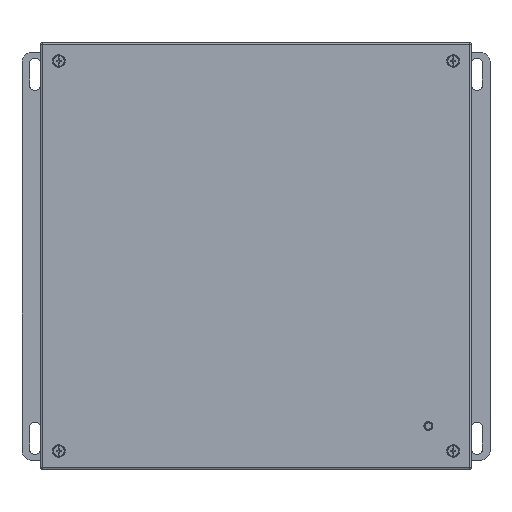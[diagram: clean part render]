
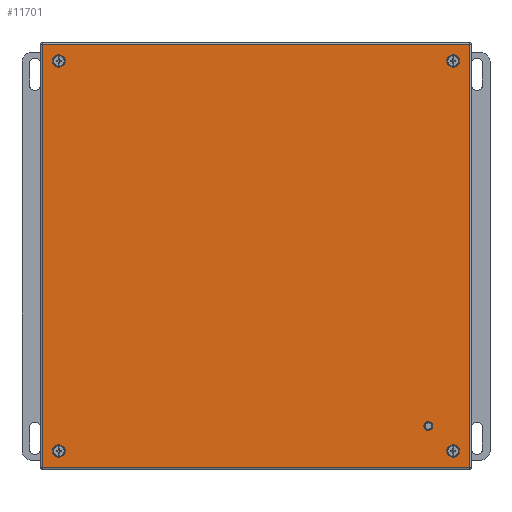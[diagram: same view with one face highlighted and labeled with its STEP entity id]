
A CAD part, top view. The second image highlights one B-rep face of the part: STEP entity #11701.
In plain terms, the highlighted planar face has unit normal (0, 0, 1).
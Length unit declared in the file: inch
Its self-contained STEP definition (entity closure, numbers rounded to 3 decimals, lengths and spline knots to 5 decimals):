
#44 = DIRECTION ( 'NONE',  ( -1., 0., 0. ) ) ;
#381 = ORIENTED_EDGE ( 'NONE', *, *, #9712, .T. ) ;
#843 = DIRECTION ( 'NONE',  ( 0., 0., -1. ) ) ;
#1318 = VECTOR ( 'NONE', #39338, 39.37008 ) ;
#1859 = EDGE_CURVE ( 'NONE', #15211, #15211, #29019, .T. ) ;
#2165 = AXIS2_PLACEMENT_3D ( 'NONE', #34833, #11734, #5931 ) ;
#2213 = VERTEX_POINT ( 'NONE', #2854 ) ;
#2567 = VERTEX_POINT ( 'NONE', #25685 ) ;
#2854 = CARTESIAN_POINT ( 'NONE',  ( 0.2421, 0.375, 6.135 ) ) ;
#2992 = EDGE_CURVE ( 'NONE', #27391, #36221, #8141, .T. ) ;
#3443 = ORIENTED_EDGE ( 'NONE', *, *, #2992, .T. ) ;
#4240 = DIRECTION ( 'NONE',  ( -1., 0., 0. ) ) ;
#4738 = EDGE_CURVE ( 'NONE', #26935, #27391, #31366, .T. ) ;
#4929 = CARTESIAN_POINT ( 'NONE',  ( -0.10615, 8.05254, 6.135 ) ) ;
#5135 = CARTESIAN_POINT ( 'NONE',  ( 10.9347, 1.09375, 6.135 ) ) ;
#5613 = VERTEX_POINT ( 'NONE', #15498 ) ;
#5931 = DIRECTION ( 'NONE',  ( -1., 0., 0. ) ) ;
#5943 = ORIENTED_EDGE ( 'NONE', *, *, #4738, .T. ) ;
#7050 = CARTESIAN_POINT ( 'NONE',  ( 0.2421, 11.6251, 6.135 ) ) ;
#7085 = CIRCLE ( 'NONE', #25566, 0.133 ) ;
#7183 = VERTEX_POINT ( 'NONE', #20937 ) ;
#7758 = LINE ( 'NONE', #36855, #36338 ) ;
#8141 = LINE ( 'NONE', #4929, #13272 ) ;
#9712 = EDGE_CURVE ( 'NONE', #2567, #2567, #22643, .T. ) ;
#9977 = DIRECTION ( 'NONE',  ( 0., 1., 0. ) ) ;
#10341 = ORIENTED_EDGE ( 'NONE', *, *, #17153, .T. ) ;
#10607 = EDGE_LOOP ( 'NONE', ( #381 ) ) ;
#10953 = DIRECTION ( 'NONE',  ( -1., 0., 0. ) ) ;
#11701 = ADVANCED_FACE ( 'NONE', ( #17795, #20788, #18005, #27431, #37488, #30430 ), #37277, .F. ) ;
#11734 = DIRECTION ( 'NONE',  ( 0., 0., -1. ) ) ;
#12169 = EDGE_LOOP ( 'NONE', ( #10341 ) ) ;
#12664 = ORIENTED_EDGE ( 'NONE', *, *, #1859, .T. ) ;
#13272 = VECTOR ( 'NONE', #31265, 39.37008 ) ;
#14029 = EDGE_LOOP ( 'NONE', ( #36294 ) ) ;
#14493 = AXIS2_PLACEMENT_3D ( 'NONE', #15681, #28524, #25720 ) ;
#14851 = ORIENTED_EDGE ( 'NONE', *, *, #15605, .T. ) ;
#14852 = DIRECTION ( 'NONE',  ( -1., 0., 0. ) ) ;
#15211 = VERTEX_POINT ( 'NONE', #5135 ) ;
#15308 = CIRCLE ( 'NONE', #33750, 0.133 ) ;
#15388 = EDGE_LOOP ( 'NONE', ( #14851 ) ) ;
#15498 = CARTESIAN_POINT ( 'NONE',  ( 11.617, 0.375, 6.135 ) ) ;
#15499 = EDGE_CURVE ( 'NONE', #7183, #26935, #7758, .T. ) ;
#15605 = EDGE_CURVE ( 'NONE', #16479, #16479, #17237, .T. ) ;
#15681 = CARTESIAN_POINT ( 'NONE',  ( 0.3751, 11.6251, 6.135 ) ) ;
#16326 = CARTESIAN_POINT ( 'NONE',  ( 12.28127, 12.10635, 6.135 ) ) ;
#16479 = VERTEX_POINT ( 'NONE', #7050 ) ;
#16880 = EDGE_CURVE ( 'NONE', #5613, #5613, #15308, .T. ) ;
#17153 = EDGE_CURVE ( 'NONE', #2213, #2213, #7085, .T. ) ;
#17237 = CIRCLE ( 'NONE', #14493, 0.133 ) ;
#17795 = FACE_BOUND ( 'NONE', #10607, .T. ) ;
#18005 = FACE_BOUND ( 'NONE', #14029, .T. ) ;
#19193 = DIRECTION ( 'NONE',  ( -1., 0., 0. ) ) ;
#19418 = DIRECTION ( 'NONE',  ( 0., 0., -1. ) ) ;
#20787 = CARTESIAN_POINT ( 'NONE',  ( -0.10615, 12.10635, 6.135 ) ) ;
#20788 = FACE_BOUND ( 'NONE', #40173, .T. ) ;
#20937 = CARTESIAN_POINT ( 'NONE',  ( 12.23125, -0.10625, 6.135 ) ) ;
#21449 = CARTESIAN_POINT ( 'NONE',  ( 11.03125, 1.09375, 6.135 ) ) ;
#22303 = CARTESIAN_POINT ( 'NONE',  ( -0.10615, -0.10625, 6.135 ) ) ;
#22643 = CIRCLE ( 'NONE', #2165, 0.133 ) ;
#23268 = EDGE_LOOP ( 'NONE', ( #3443, #41666, #23703, #5943 ) ) ;
#23703 = ORIENTED_EDGE ( 'NONE', *, *, #15499, .T. ) ;
#24411 = DIRECTION ( 'NONE',  ( 0., 0., -1. ) ) ;
#25566 = AXIS2_PLACEMENT_3D ( 'NONE', #38455, #19418, #19193 ) ;
#25685 = CARTESIAN_POINT ( 'NONE',  ( 11.617, 11.6251, 6.135 ) ) ;
#25720 = DIRECTION ( 'NONE',  ( -1., 0., 0. ) ) ;
#25723 = VECTOR ( 'NONE', #44, 39.37008 ) ;
#26080 = CARTESIAN_POINT ( 'NONE',  ( 12.28127, -0.10625, 6.135 ) ) ;
#26585 = EDGE_CURVE ( 'NONE', #36221, #7183, #29744, .T. ) ;
#26935 = VERTEX_POINT ( 'NONE', #37577 ) ;
#27391 = VERTEX_POINT ( 'NONE', #20787 ) ;
#27431 = FACE_BOUND ( 'NONE', #12169, .T. ) ;
#28524 = DIRECTION ( 'NONE',  ( 0., 0., -1. ) ) ;
#29019 = CIRCLE ( 'NONE', #30352, 0.09655 ) ;
#29744 = LINE ( 'NONE', #26080, #1318 ) ;
#30231 = CARTESIAN_POINT ( 'NONE',  ( 12.28127, 8.05254, 6.135 ) ) ;
#30352 = AXIS2_PLACEMENT_3D ( 'NONE', #21449, #34520, #14852 ) ;
#30430 = FACE_OUTER_BOUND ( 'NONE', #23268, .T. ) ;
#31265 = DIRECTION ( 'NONE',  ( 0., -1., 0. ) ) ;
#31366 = LINE ( 'NONE', #16326, #25723 ) ;
#33750 = AXIS2_PLACEMENT_3D ( 'NONE', #35502, #843, #4240 ) ;
#33831 = AXIS2_PLACEMENT_3D ( 'NONE', #30231, #24411, #10953 ) ;
#34520 = DIRECTION ( 'NONE',  ( 0., 0., -1. ) ) ;
#34833 = CARTESIAN_POINT ( 'NONE',  ( 11.75, 11.6251, 6.135 ) ) ;
#35502 = CARTESIAN_POINT ( 'NONE',  ( 11.75, 0.375, 6.135 ) ) ;
#36221 = VERTEX_POINT ( 'NONE', #22303 ) ;
#36294 = ORIENTED_EDGE ( 'NONE', *, *, #16880, .T. ) ;
#36338 = VECTOR ( 'NONE', #9977, 39.37008 ) ;
#36855 = CARTESIAN_POINT ( 'NONE',  ( 12.23125, 8.05254, 6.135 ) ) ;
#37277 = PLANE ( 'NONE',  #33831 ) ;
#37488 = FACE_BOUND ( 'NONE', #15388, .T. ) ;
#37577 = CARTESIAN_POINT ( 'NONE',  ( 12.23125, 12.10635, 6.135 ) ) ;
#38455 = CARTESIAN_POINT ( 'NONE',  ( 0.3751, 0.375, 6.135 ) ) ;
#39338 = DIRECTION ( 'NONE',  ( 1., 0., 0. ) ) ;
#40173 = EDGE_LOOP ( 'NONE', ( #12664 ) ) ;
#41666 = ORIENTED_EDGE ( 'NONE', *, *, #26585, .T. ) ;
